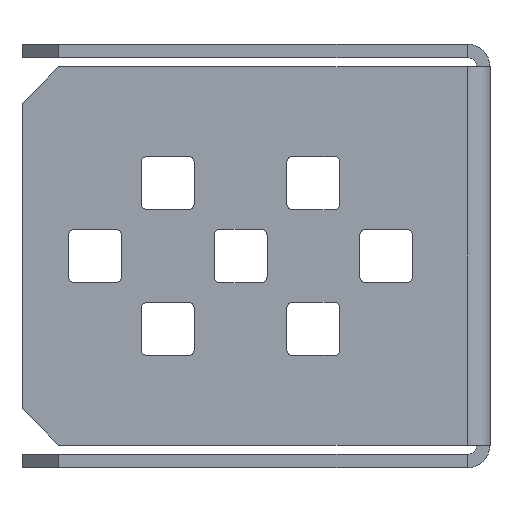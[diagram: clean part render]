
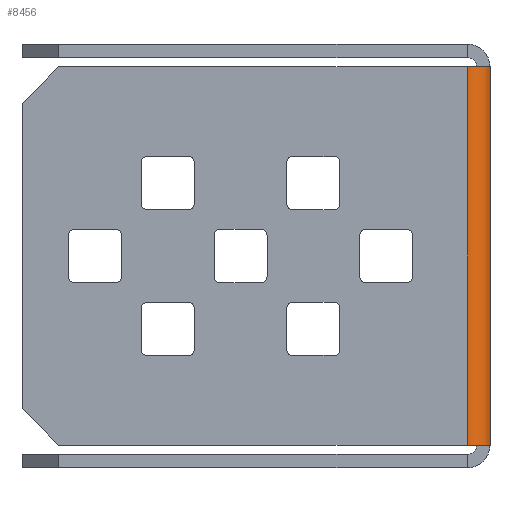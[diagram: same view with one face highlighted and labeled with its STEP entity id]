
A CAD part, left-side view. The second image highlights one B-rep face of the part: STEP entity #8456.
In plain terms, the highlighted cylindrical face has radius 1.981 mm (diameter 3.962 mm), a partial arc.
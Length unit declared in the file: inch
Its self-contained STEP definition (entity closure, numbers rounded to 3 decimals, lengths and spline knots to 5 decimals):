
#1097=FACE_OUTER_BOUND('',#1509,.T.);
#1509=EDGE_LOOP('',(#6353,#6354,#6355,#6356));
#1973=LINE('',#12073,#2889);
#2113=LINE('',#12511,#3029);
#2889=VECTOR('',#9619,1.298);
#3029=VECTOR('',#9995,1.298);
#3890=CIRCLE('',#8957,0.078);
#3891=CIRCLE('',#8958,0.078);
#4183=VERTEX_POINT('',#12071);
#4184=VERTEX_POINT('',#12072);
#4363=VERTEX_POINT('',#12508);
#4364=VERTEX_POINT('',#12510);
#4928=EDGE_CURVE('',#4183,#4184,#1973,.T.);
#5156=EDGE_CURVE('',#4363,#4184,#3890,.T.);
#5157=EDGE_CURVE('',#4363,#4364,#2113,.T.);
#5158=EDGE_CURVE('',#4183,#4364,#3891,.T.);
#6353=ORIENTED_EDGE('',*,*,#4928,.T.);
#6354=ORIENTED_EDGE('',*,*,#5156,.F.);
#6355=ORIENTED_EDGE('',*,*,#5157,.T.);
#6356=ORIENTED_EDGE('',*,*,#5158,.F.);
#8331=CYLINDRICAL_SURFACE('',#8956,0.078);
#8456=ADVANCED_FACE('',(#1097),#8331,.T.);
#8956=AXIS2_PLACEMENT_3D('',#12507,#9991,#9992);
#8957=AXIS2_PLACEMENT_3D('',#12509,#9993,#9994);
#8958=AXIS2_PLACEMENT_3D('',#12512,#9996,#9997);
#9619=DIRECTION('',(0.,0.,1.));
#9991=DIRECTION('center_axis',(0.,0.,1.));
#9992=DIRECTION('ref_axis',(-1.,0.,0.));
#9993=DIRECTION('center_axis',(0.,0.,1.));
#9994=DIRECTION('ref_axis',(1.,0.,0.));
#9995=DIRECTION('',(0.,0.,-1.));
#9996=DIRECTION('center_axis',(0.,0.,-1.));
#9997=DIRECTION('ref_axis',(1.,0.,0.));
#12071=CARTESIAN_POINT('',(-1.,0.,-0.649));
#12072=CARTESIAN_POINT('',(-1.,0.,0.649));
#12073=CARTESIAN_POINT('',(-1.,0.,-0.649));
#12507=CARTESIAN_POINT('Origin',(-1.,0.078,0.649));
#12508=CARTESIAN_POINT('',(-1.078,0.078,0.649));
#12509=CARTESIAN_POINT('Origin',(-1.,0.078,0.649));
#12510=CARTESIAN_POINT('',(-1.078,0.078,-0.649));
#12511=CARTESIAN_POINT('',(-1.078,0.078,0.649));
#12512=CARTESIAN_POINT('Origin',(-1.,0.078,-0.649));
